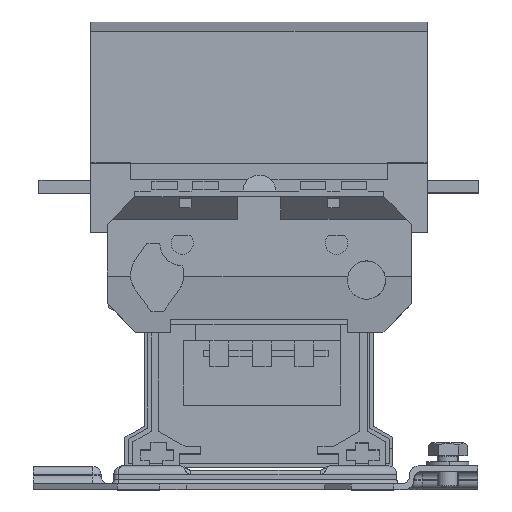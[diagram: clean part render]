
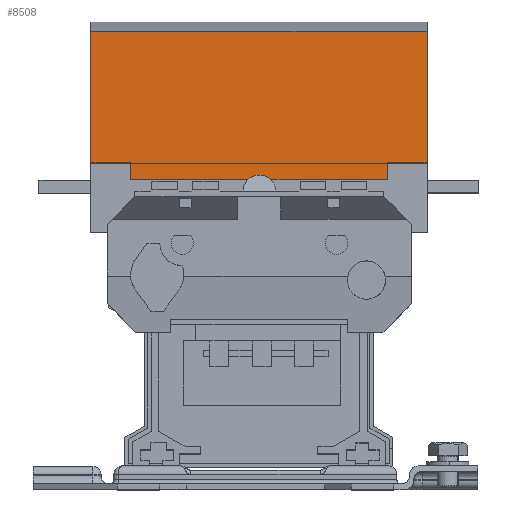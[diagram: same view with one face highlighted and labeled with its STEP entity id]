
A CAD part, top view. The second image highlights one B-rep face of the part: STEP entity #8508.
In plain terms, the highlighted face is planar.
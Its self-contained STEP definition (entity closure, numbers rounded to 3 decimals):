
#8114 = EDGE_CURVE ( 'NONE', #8115, #8116, #16705, .T. ) ;
#8115 = VERTEX_POINT ( 'NONE', #16701 ) ;
#8116 = VERTEX_POINT ( 'NONE', #16700 ) ;
#8162 = VERTEX_POINT ( 'NONE', #16744 ) ;
#8165 = EDGE_CURVE ( 'NONE', #8227, #8162, #16806, .T. ) ;
#8227 = VERTEX_POINT ( 'NONE', #16880 ) ;
#8488 = ORIENTED_EDGE ( 'NONE', *, *, #8489, .F. ) ;
#8489 = EDGE_CURVE ( 'NONE', #8116, #8516, #17398, .T. ) ;
#8490 = ORIENTED_EDGE ( 'NONE', *, *, #8114, .F. ) ;
#8491 = ORIENTED_EDGE ( 'NONE', *, *, #8492, .T. ) ;
#8492 = EDGE_CURVE ( 'NONE', #8115, #8227, #17394, .T. ) ;
#8493 = ORIENTED_EDGE ( 'NONE', *, *, #8165, .T. ) ;
#8494 = ORIENTED_EDGE ( 'NONE', *, *, #8495, .F. ) ;
#8495 = EDGE_CURVE ( 'NONE', #8496, #8162, #17390, .T. ) ;
#8496 = VERTEX_POINT ( 'NONE', #17386 ) ;
#8497 = ORIENTED_EDGE ( 'NONE', *, *, #8498, .T. ) ;
#8498 = EDGE_CURVE ( 'NONE', #8496, #8513, #17385, .T. ) ;
#8508 = ADVANCED_FACE ( 'NONE', ( #17427 ), #17426, .F. ) ;
#8509 = EDGE_LOOP ( 'NONE', ( #8510, #8514, #8488, #8490, #8491, #8493, #8494, #8497 ) ) ;
#8510 = ORIENTED_EDGE ( 'NONE', *, *, #8511, .F. ) ;
#8511 = EDGE_CURVE ( 'NONE', #8512, #8513, #17421, .T. ) ;
#8512 = VERTEX_POINT ( 'NONE', #17417 ) ;
#8513 = VERTEX_POINT ( 'NONE', #17416 ) ;
#8514 = ORIENTED_EDGE ( 'NONE', *, *, #8515, .F. ) ;
#8515 = EDGE_CURVE ( 'NONE', #8516, #8512, #17415, .T. ) ;
#8516 = VERTEX_POINT ( 'NONE', #17411 ) ;
#16700 = CARTESIAN_POINT ( 'NONE',  ( -72.6, 8., 158. ) ) ;
#16701 = CARTESIAN_POINT ( 'NONE',  ( -72.6, 70., 158. ) ) ;
#16702 = DIRECTION ( 'NONE',  ( 0., -1., 0. ) ) ;
#16703 = VECTOR ( 'NONE', #16702, 1000. ) ;
#16704 = CARTESIAN_POINT ( 'NONE',  ( -72.6, 0., 158. ) ) ;
#16705 = LINE ( 'NONE', #16704, #16703 ) ;
#16744 = CARTESIAN_POINT ( 'NONE',  ( -72.6, 8., 0. ) ) ;
#16803 = DIRECTION ( 'NONE',  ( 0., -1., 0. ) ) ;
#16804 = VECTOR ( 'NONE', #16803, 1000. ) ;
#16805 = CARTESIAN_POINT ( 'NONE',  ( -72.6, 0., 0. ) ) ;
#16806 = LINE ( 'NONE', #16805, #16804 ) ;
#16880 = CARTESIAN_POINT ( 'NONE',  ( -72.6, 70., 0. ) ) ;
#17382 = DIRECTION ( 'NONE',  ( 0., -1., 0. ) ) ;
#17383 = VECTOR ( 'NONE', #17382, 1000. ) ;
#17384 = CARTESIAN_POINT ( 'NONE',  ( -72.6, 8., 18.783 ) ) ;
#17385 = LINE ( 'NONE', #17384, #17383 ) ;
#17386 = CARTESIAN_POINT ( 'NONE',  ( -72.6, 8., 18.783 ) ) ;
#17387 = DIRECTION ( 'NONE',  ( 0., 0., -1. ) ) ;
#17388 = VECTOR ( 'NONE', #17387, 1000. ) ;
#17389 = CARTESIAN_POINT ( 'NONE',  ( -72.6, 8., 0. ) ) ;
#17390 = LINE ( 'NONE', #17389, #17388 ) ;
#17391 = DIRECTION ( 'NONE',  ( 0., 0., -1. ) ) ;
#17392 = VECTOR ( 'NONE', #17391, 1000. ) ;
#17393 = CARTESIAN_POINT ( 'NONE',  ( -72.6, 70., 158. ) ) ;
#17394 = LINE ( 'NONE', #17393, #17392 ) ;
#17395 = DIRECTION ( 'NONE',  ( 0., 0., -1. ) ) ;
#17396 = VECTOR ( 'NONE', #17395, 1000. ) ;
#17397 = CARTESIAN_POINT ( 'NONE',  ( -72.6, 8., 158. ) ) ;
#17398 = LINE ( 'NONE', #17397, #17396 ) ;
#17411 = CARTESIAN_POINT ( 'NONE',  ( -72.6, 8., 139.217 ) ) ;
#17412 = DIRECTION ( 'NONE',  ( 0., -1., 0. ) ) ;
#17413 = VECTOR ( 'NONE', #17412, 1000. ) ;
#17414 = CARTESIAN_POINT ( 'NONE',  ( -72.6, 8., 139.217 ) ) ;
#17415 = LINE ( 'NONE', #17414, #17413 ) ;
#17416 = CARTESIAN_POINT ( 'NONE',  ( -72.6, 0., 18.783 ) ) ;
#17417 = CARTESIAN_POINT ( 'NONE',  ( -72.6, 0., 139.217 ) ) ;
#17418 = DIRECTION ( 'NONE',  ( 0., 0., -1. ) ) ;
#17419 = VECTOR ( 'NONE', #17418, 1000. ) ;
#17420 = CARTESIAN_POINT ( 'NONE',  ( -72.6, 0., 158. ) ) ;
#17421 = LINE ( 'NONE', #17420, #17419 ) ;
#17422 = DIRECTION ( 'NONE',  ( 0., 0., -1. ) ) ;
#17423 = DIRECTION ( 'NONE',  ( 1., 0., 0. ) ) ;
#17424 = CARTESIAN_POINT ( 'NONE',  ( -72.6, 0., 158. ) ) ;
#17425 = AXIS2_PLACEMENT_3D ( 'NONE', #17424, #17423, #17422 ) ;
#17426 = PLANE ( 'NONE',  #17425 ) ;
#17427 = FACE_OUTER_BOUND ( 'NONE', #8509, .T. ) ;
